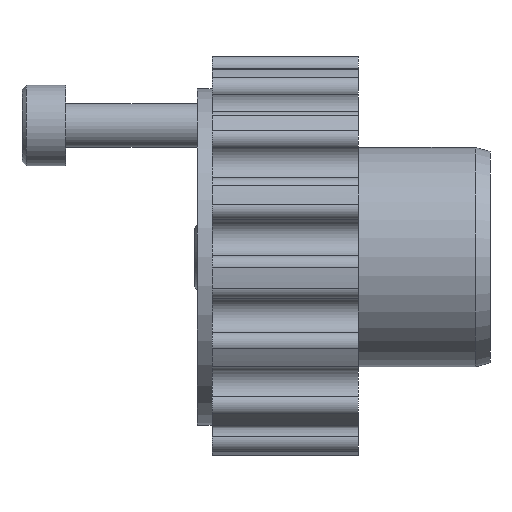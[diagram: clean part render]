
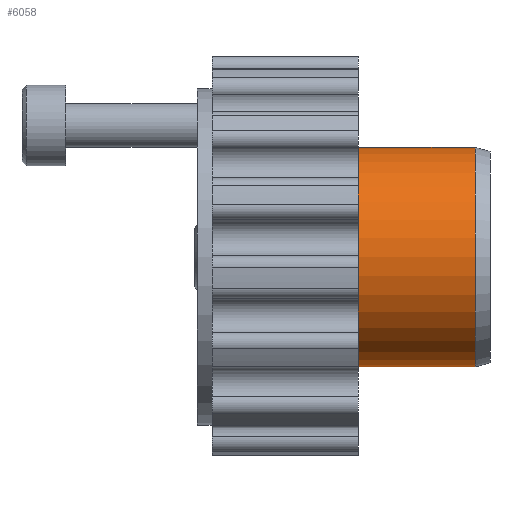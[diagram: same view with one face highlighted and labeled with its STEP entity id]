
A CAD part, left-side view. The second image highlights one B-rep face of the part: STEP entity #6058.
In plain terms, the highlighted cylindrical face has radius 7.5 mm (diameter 15 mm), a partial arc.
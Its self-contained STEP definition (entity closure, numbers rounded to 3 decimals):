
#48 = DIRECTION ( 'NONE',  ( 0., 0., 1. ) ) ;
#284 = VECTOR ( 'NONE', #8575, 1000. ) ;
#597 = VERTEX_POINT ( 'NONE', #5214 ) ;
#712 = DIRECTION ( 'NONE',  ( 0., 1., 0. ) ) ;
#738 = CARTESIAN_POINT ( 'NONE',  ( 0., -14., -7.5 ) ) ;
#848 = EDGE_CURVE ( 'NONE', #6052, #597, #2164, .T. ) ;
#869 = CARTESIAN_POINT ( 'NONE',  ( 0., -13., 7.5 ) ) ;
#978 = ORIENTED_EDGE ( 'NONE', *, *, #3604, .T. ) ;
#1503 = AXIS2_PLACEMENT_3D ( 'NONE', #5573, #2456, #4741 ) ;
#1688 = CARTESIAN_POINT ( 'NONE',  ( 0., -14., 7.5 ) ) ;
#2164 = LINE ( 'NONE', #1688, #284 ) ;
#2456 = DIRECTION ( 'NONE',  ( 0., -1., 0. ) ) ;
#2545 = ORIENTED_EDGE ( 'NONE', *, *, #5841, .F. ) ;
#3604 = EDGE_CURVE ( 'NONE', #5346, #6052, #5546, .T. ) ;
#3717 = LINE ( 'NONE', #738, #8838 ) ;
#4034 = EDGE_LOOP ( 'NONE', ( #2545, #978, #5794, #5314 ) ) ;
#4311 = CIRCLE ( 'NONE', #1503, 7.5 ) ;
#4582 = AXIS2_PLACEMENT_3D ( 'NONE', #5906, #712, #9016 ) ;
#4741 = DIRECTION ( 'NONE',  ( 0., 0., 1. ) ) ;
#4956 = CYLINDRICAL_SURFACE ( 'NONE', #9664, 7.5 ) ;
#5214 = CARTESIAN_POINT ( 'NONE',  ( 0., -5., 7.5 ) ) ;
#5215 = CARTESIAN_POINT ( 'NONE',  ( 0., -13., -7.5 ) ) ;
#5233 = DIRECTION ( 'NONE',  ( 0., 1., 0. ) ) ;
#5314 = ORIENTED_EDGE ( 'NONE', *, *, #5451, .T. ) ;
#5346 = VERTEX_POINT ( 'NONE', #5215 ) ;
#5451 = EDGE_CURVE ( 'NONE', #597, #6384, #4311, .T. ) ;
#5546 = CIRCLE ( 'NONE', #4582, 7.5 ) ;
#5573 = CARTESIAN_POINT ( 'NONE',  ( 0., -5., 0. ) ) ;
#5794 = ORIENTED_EDGE ( 'NONE', *, *, #848, .T. ) ;
#5841 = EDGE_CURVE ( 'NONE', #5346, #6384, #3717, .T. ) ;
#5906 = CARTESIAN_POINT ( 'NONE',  ( 0., -13., 0. ) ) ;
#6052 = VERTEX_POINT ( 'NONE', #869 ) ;
#6058 = ADVANCED_FACE ( 'NONE', ( #9253 ), #4956, .T. ) ;
#6227 = CARTESIAN_POINT ( 'NONE',  ( 0., -5., -7.5 ) ) ;
#6384 = VERTEX_POINT ( 'NONE', #6227 ) ;
#6848 = CARTESIAN_POINT ( 'NONE',  ( 0., -14., 0. ) ) ;
#8372 = DIRECTION ( 'NONE',  ( 0., 1., 0. ) ) ;
#8575 = DIRECTION ( 'NONE',  ( 0., 1., 0. ) ) ;
#8838 = VECTOR ( 'NONE', #5233, 1000. ) ;
#9016 = DIRECTION ( 'NONE',  ( 0., 0., -1. ) ) ;
#9253 = FACE_OUTER_BOUND ( 'NONE', #4034, .T. ) ;
#9664 = AXIS2_PLACEMENT_3D ( 'NONE', #6848, #8372, #48 ) ;
